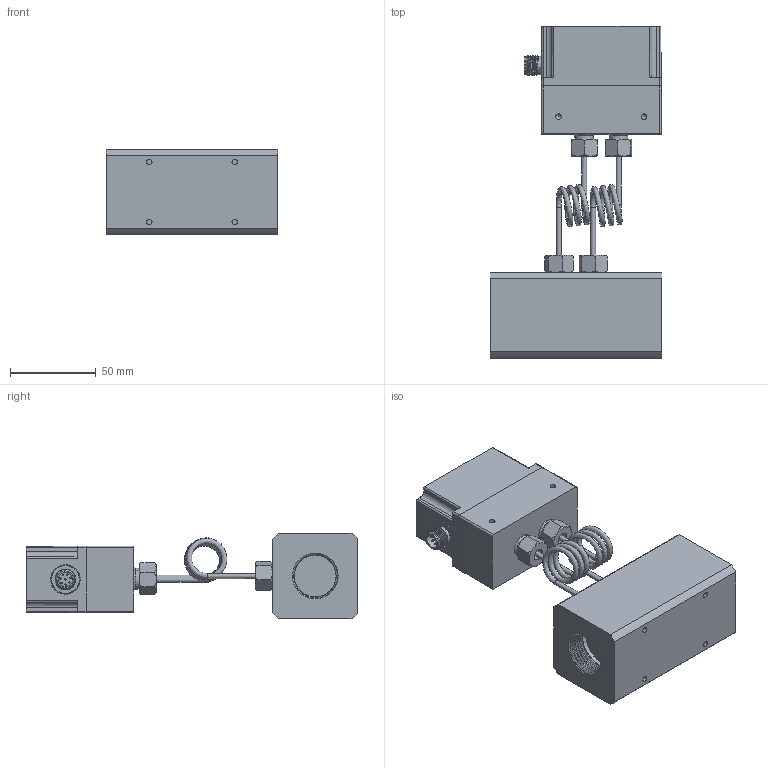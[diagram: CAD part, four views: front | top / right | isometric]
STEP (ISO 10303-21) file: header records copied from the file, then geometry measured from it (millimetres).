
FILE_DESCRIPTION(/* description */ (''),/* implementation_level */ '2;1');
FILE_NAME(/* name */ 'FTS400-020-16-GKLSG_stp.stp',/* time_stamp */ '2022-07-11T11:59:19+08:00',/* author */ (''),/* organization */ (''),/* preprocessor_version */ 'ST-DEVELOPER v16',/* originating_system */ 'SIEMENS PLM Software NX 10.0',/* authorisation */ '');
FILE_SCHEMA (('CONFIG_CONTROL_DESIGN'));
Products named in the file (1): FTS400-020-16-GKLSG_stp
Bounding box: 100 x 193.77 x 50 mm (x, y, z)
Volume: 336515.6 mm3; surface area: 84341.9 mm2
Topology: 13 solids, 13 shells, 2699 faces, 7323 edges, 4836 vertices
Faces by surface type: plane 2167, cylinder 243, cone 205, bspline 84
Full cylindrical faces by diameter (mm): 2.05 x4, 3 x6, 3.3 x8, 4.2 x4, 6.8 x2, 6.9 x4, 11 x10, 11.6 x9, 12 x2, 13 x4, 19.1 x2
Entity records: 93807 total; most frequent: CARTESIAN_POINT 26414, ORIENTED_EDGE 14408, DIRECTION 12827, EDGE_CURVE 7204, LINE 6095, VECTOR 6095, VERTEX_POINT 4817, AXIS2_PLACEMENT_3D 3366
